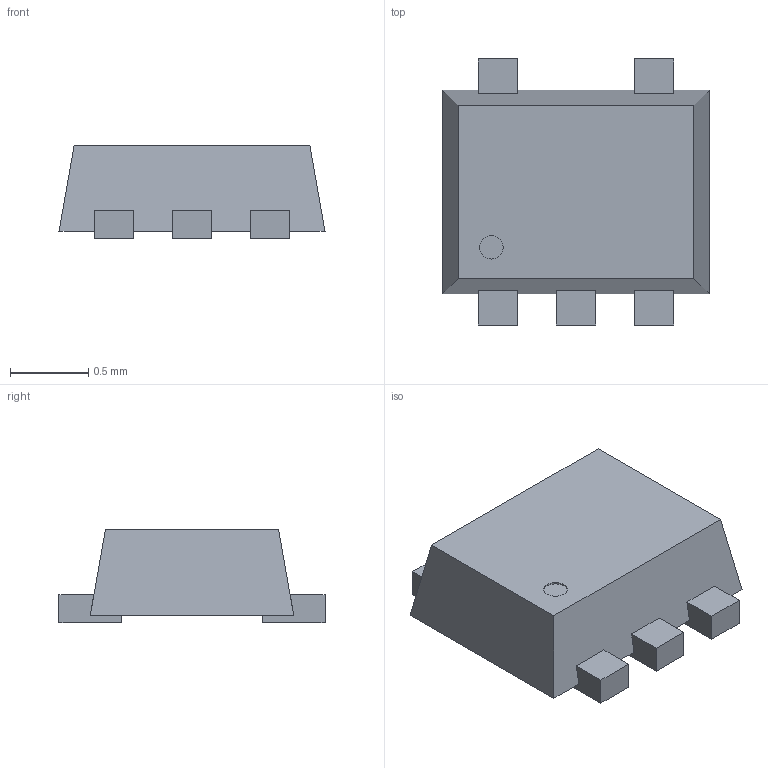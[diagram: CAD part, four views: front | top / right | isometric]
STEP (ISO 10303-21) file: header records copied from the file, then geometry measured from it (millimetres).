
FILE_DESCRIPTION(('FreeCAD Model'),'2;1');
FILE_NAME('User Library-R-PDSO-N5-1.step', '2017-01-11T14:46:40',('Author'),(''), 'Open CASCADE STEP processor 6.8','FreeCAD','Unknown');
FILE_SCHEMA(('AUTOMOTIVE_DESIGN_CC2 { 1 2 10303 214 -1 1 5 4 }'));
Length unit declared in the file: millimetre
Products named in the file (2): ASSEMBLY; User_Library-R-PDSO-N5-1
Assembly tree (1 placements, depth 2):
  ASSEMBLY
    User_Library-R-PDSO-N5-1
Bounding box: 1.7 x 1.7 x 0.6 mm (x, y, z)
Volume: 1.1 mm3; surface area: 8.1 mm2
Topology: 1 solids, 1 shells, 39 faces, 108 edges, 72 vertices
Faces by surface type: plane 37, cylinder 2
Entity records: 3117 total; most frequent: CARTESIAN_POINT 641, DIRECTION 400, LINE 308, VECTOR 308, ORIENTED_EDGE 216, PCURVE 216, DEFINITIONAL_REPRESENTATION 216, EDGE_CURVE 108
